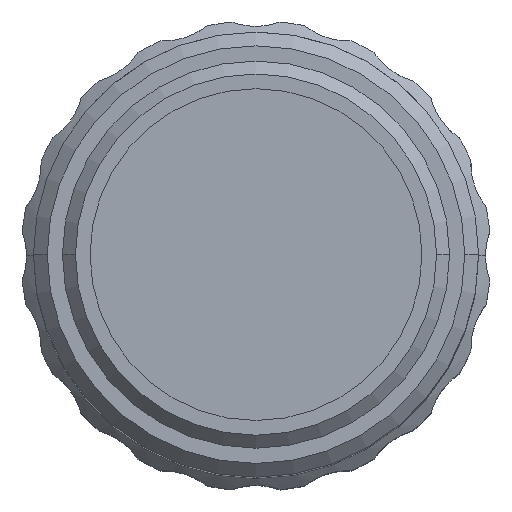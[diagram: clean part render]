
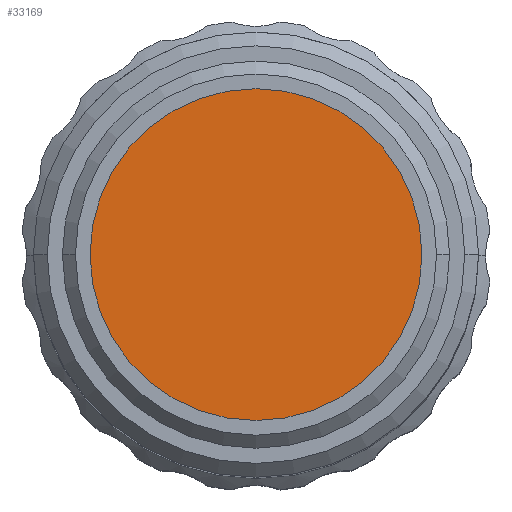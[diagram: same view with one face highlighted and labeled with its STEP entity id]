
A CAD part, top view. The second image highlights one B-rep face of the part: STEP entity #33169.
In plain terms, the highlighted planar face has unit normal (0, 0, 1).
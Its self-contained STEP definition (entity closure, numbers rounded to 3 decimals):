
#61 = VERTEX_POINT ( 'NONE', #25367 ) ;
#1500 = AXIS2_PLACEMENT_3D ( 'NONE', #21154, #27628, #9887 ) ;
#1578 = DIRECTION ( 'NONE',  ( 1., 0., 0. ) ) ;
#2548 = CARTESIAN_POINT ( 'NONE',  ( 0., 0., 88.05 ) ) ;
#2703 = CARTESIAN_POINT ( 'NONE',  ( 12., 0., 88.05 ) ) ;
#3448 = EDGE_LOOP ( 'NONE', ( #26396, #30569 ) ) ;
#3600 = PLANE ( 'NONE',  #1500 ) ;
#3973 = EDGE_CURVE ( 'NONE', #61, #4220, #11338, .T. ) ;
#4220 = VERTEX_POINT ( 'NONE', #2703 ) ;
#9887 = DIRECTION ( 'NONE',  ( 1., 0., 0. ) ) ;
#11338 = CIRCLE ( 'NONE', #32664, 12. ) ;
#12304 = CIRCLE ( 'NONE', #28133, 12. ) ;
#14377 = DIRECTION ( 'NONE',  ( 0., 0., 1. ) ) ;
#15783 = FACE_OUTER_BOUND ( 'NONE', #3448, .T. ) ;
#20109 = DIRECTION ( 'NONE',  ( 1., 0., 0. ) ) ;
#21154 = CARTESIAN_POINT ( 'NONE',  ( 0., 0., 88.05 ) ) ;
#21469 = EDGE_CURVE ( 'NONE', #4220, #61, #12304, .T. ) ;
#25367 = CARTESIAN_POINT ( 'NONE',  ( -12., 0., 88.05 ) ) ;
#26396 = ORIENTED_EDGE ( 'NONE', *, *, #21469, .T. ) ;
#27628 = DIRECTION ( 'NONE',  ( 0., 0., 1. ) ) ;
#28133 = AXIS2_PLACEMENT_3D ( 'NONE', #2548, #14377, #20109 ) ;
#28473 = CARTESIAN_POINT ( 'NONE',  ( 0., 0., 88.05 ) ) ;
#30569 = ORIENTED_EDGE ( 'NONE', *, *, #3973, .T. ) ;
#32664 = AXIS2_PLACEMENT_3D ( 'NONE', #28473, #37058, #1578 ) ;
#33169 = ADVANCED_FACE ( 'NONE', ( #15783 ), #3600, .T. ) ;
#37058 = DIRECTION ( 'NONE',  ( 0., 0., 1. ) ) ;
